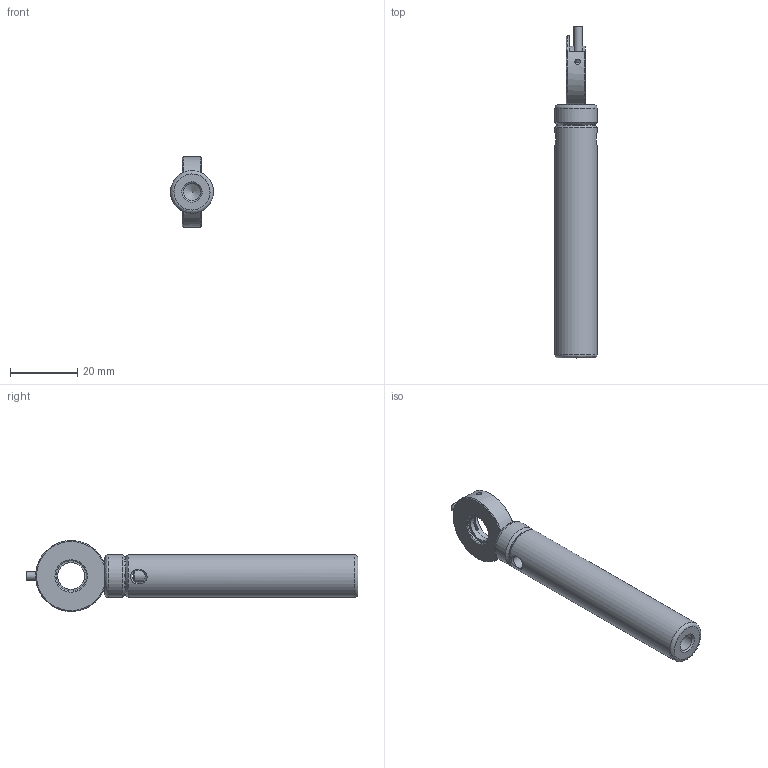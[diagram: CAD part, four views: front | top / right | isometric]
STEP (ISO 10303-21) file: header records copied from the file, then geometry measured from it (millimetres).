
FILE_DESCRIPTION (( 'STEP AP203' ), '1' );
FILE_NAME ('528002.STEP', '2023-10-08T05:32:26', ( 'Windows User' ), ( 'P R C' ), 'SwSTEP 2.0', 'SolidWorks 2020', '' );
FILE_SCHEMA (( 'CONFIG_CONTROL_DESIGN' ));
Length unit declared in the file: millimetre
Products named in the file (1): 528002
Bounding box: 12.7 x 98.38 x 20.96 mm (x, y, z)
Volume: 10408.4 mm3; surface area: 5546.9 mm2
Topology: 6 solids, 6 shells, 85 faces, 195 edges, 124 vertices
Faces by surface type: plane 43, cone 21, cylinder 18, bspline 3
Full cylindrical faces by diameter (mm): 1.6 x2, 2.5 x1, 3.3 x2, 4 x3, 5 x1, 8 x1, 9 x1, 11.8 x1, 12.7 x2, 14.75 x1
Entity records: 2540 total; most frequent: CARTESIAN_POINT 789, DIRECTION 332, ORIENTED_EDGE 296, EDGE_CURVE 148, AXIS2_PLACEMENT_3D 134, EDGE_LOOP 133, VERTEX_POINT 111, FACE_OUTER_BOUND 102
